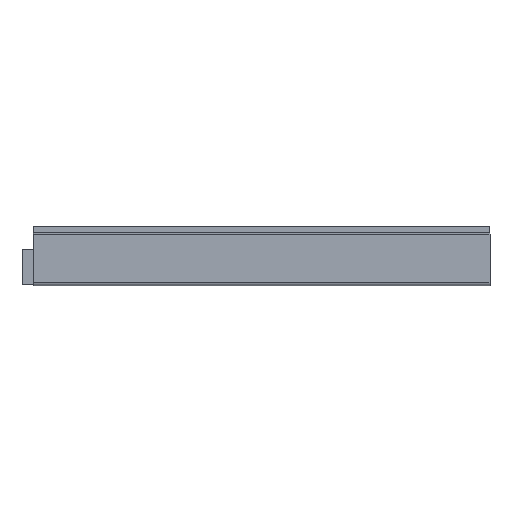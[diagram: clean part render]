
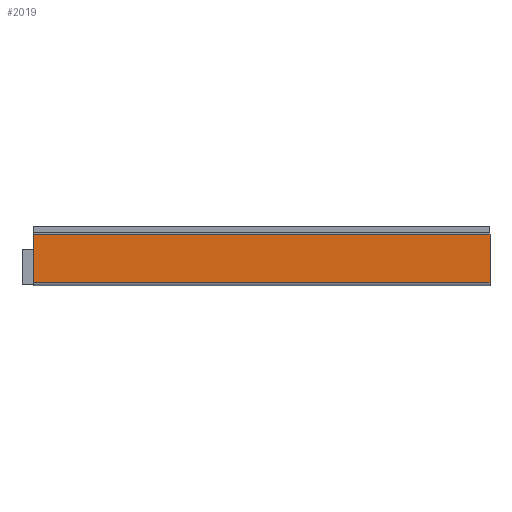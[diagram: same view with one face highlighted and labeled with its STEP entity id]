
A CAD part, top view. The second image highlights one B-rep face of the part: STEP entity #2019.
In plain terms, the highlighted planar face has unit normal (0, 0, 1).
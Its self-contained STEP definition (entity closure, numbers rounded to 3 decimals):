
#60 = LINE ( 'NONE', #1237, #1504 ) ;
#66 = DIRECTION ( 'NONE',  ( -1., 0., 0. ) ) ;
#157 = CARTESIAN_POINT ( 'NONE',  ( 117.2, 0., 0. ) ) ;
#212 = EDGE_CURVE ( 'NONE', #508, #433, #60, .T. ) ;
#221 = VECTOR ( 'NONE', #1473, 1000. ) ;
#257 = CARTESIAN_POINT ( 'NONE',  ( -2., 13.4, 0. ) ) ;
#357 = LINE ( 'NONE', #257, #2312 ) ;
#380 = VECTOR ( 'NONE', #2073, 1000. ) ;
#433 = VERTEX_POINT ( 'NONE', #947 ) ;
#508 = VERTEX_POINT ( 'NONE', #1963 ) ;
#865 = EDGE_CURVE ( 'NONE', #1557, #508, #1890, .T. ) ;
#947 = CARTESIAN_POINT ( 'NONE',  ( 117.2, 0.7, 0. ) ) ;
#1049 = AXIS2_PLACEMENT_3D ( 'NONE', #1169, #1938, #2326 ) ;
#1161 = CARTESIAN_POINT ( 'NONE',  ( -2., 0., 0. ) ) ;
#1169 = CARTESIAN_POINT ( 'NONE',  ( 0., 0., 0. ) ) ;
#1237 = CARTESIAN_POINT ( 'NONE',  ( -2., 0.7, 0. ) ) ;
#1270 = FACE_OUTER_BOUND ( 'NONE', #1889, .T. ) ;
#1316 = CARTESIAN_POINT ( 'NONE',  ( 117.2, 13.4, 0. ) ) ;
#1344 = LINE ( 'NONE', #157, #221 ) ;
#1436 = DIRECTION ( 'NONE',  ( 1., 0., 0. ) ) ;
#1473 = DIRECTION ( 'NONE',  ( 0., 1., 0. ) ) ;
#1504 = VECTOR ( 'NONE', #1436, 1000. ) ;
#1548 = CARTESIAN_POINT ( 'NONE',  ( -2., 13.4, 0. ) ) ;
#1557 = VERTEX_POINT ( 'NONE', #1548 ) ;
#1730 = ORIENTED_EDGE ( 'NONE', *, *, #1805, .T. ) ;
#1805 = EDGE_CURVE ( 'NONE', #433, #2069, #1344, .T. ) ;
#1889 = EDGE_LOOP ( 'NONE', ( #2154, #1730, #2395, #2273 ) ) ;
#1890 = LINE ( 'NONE', #1161, #380 ) ;
#1938 = DIRECTION ( 'NONE',  ( 0., 0., -1. ) ) ;
#1963 = CARTESIAN_POINT ( 'NONE',  ( -2., 0.7, 0. ) ) ;
#2019 = ADVANCED_FACE ( 'NONE', ( #1270 ), #2127, .F. ) ;
#2056 = EDGE_CURVE ( 'NONE', #2069, #1557, #357, .T. ) ;
#2069 = VERTEX_POINT ( 'NONE', #1316 ) ;
#2073 = DIRECTION ( 'NONE',  ( 0., -1., 0. ) ) ;
#2127 = PLANE ( 'NONE',  #1049 ) ;
#2154 = ORIENTED_EDGE ( 'NONE', *, *, #212, .T. ) ;
#2273 = ORIENTED_EDGE ( 'NONE', *, *, #865, .T. ) ;
#2312 = VECTOR ( 'NONE', #66, 1000. ) ;
#2326 = DIRECTION ( 'NONE',  ( -1., 0., 0. ) ) ;
#2395 = ORIENTED_EDGE ( 'NONE', *, *, #2056, .T. ) ;
